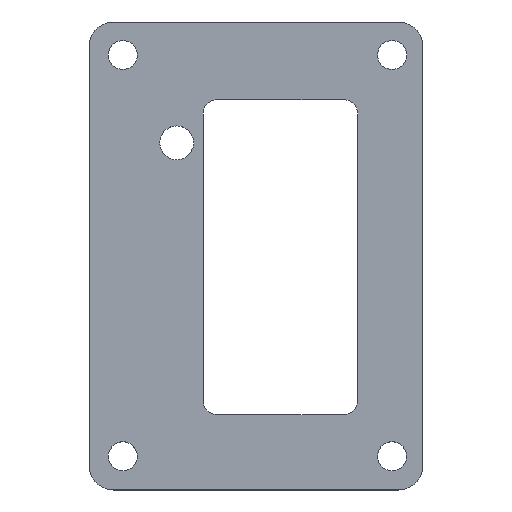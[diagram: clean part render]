
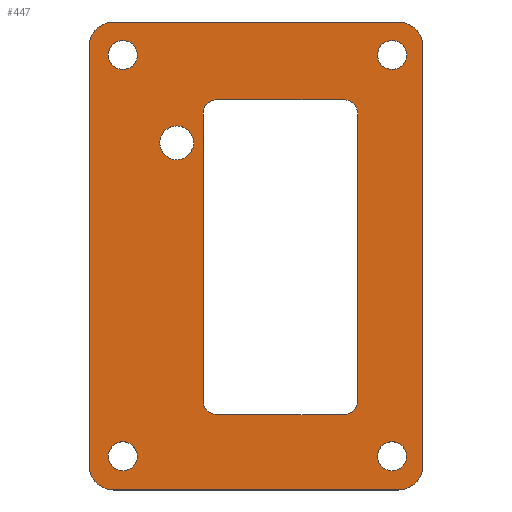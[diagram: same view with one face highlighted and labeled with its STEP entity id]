
A CAD part, top view. The second image highlights one B-rep face of the part: STEP entity #447.
In plain terms, the highlighted planar face has unit normal (0, 0, 1).
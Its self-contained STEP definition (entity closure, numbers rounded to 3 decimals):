
#19=FACE_BOUND('',#98,.T.);
#20=FACE_BOUND('',#99,.T.);
#21=FACE_BOUND('',#100,.T.);
#22=FACE_BOUND('',#101,.T.);
#23=FACE_BOUND('',#102,.T.);
#24=FACE_BOUND('',#103,.T.);
#32=CIRCLE('',#484,1.5);
#34=CIRCLE('',#488,1.5);
#35=CIRCLE('',#490,2.5);
#36=CIRCLE('',#491,2.5);
#37=CIRCLE('',#492,2.5);
#38=CIRCLE('',#493,2.5);
#39=CIRCLE('',#494,1.5);
#40=CIRCLE('',#495,1.5);
#41=CIRCLE('',#496,1.75);
#42=CIRCLE('',#497,1.5);
#43=CIRCLE('',#498,1.5);
#44=CIRCLE('',#499,1.5);
#45=CIRCLE('',#500,1.5);
#74=FACE_OUTER_BOUND('',#97,.T.);
#97=EDGE_LOOP('',(#323,#324,#325,#326,#327,#328,#329,#330));
#98=EDGE_LOOP('',(#331));
#99=EDGE_LOOP('',(#332));
#100=EDGE_LOOP('',(#333));
#101=EDGE_LOOP('',(#334));
#102=EDGE_LOOP('',(#335,#336,#337,#338,#339,#340,#341,#342));
#103=EDGE_LOOP('',(#343));
#130=LINE('',#681,#167);
#135=LINE('',#694,#172);
#137=LINE('',#706,#174);
#138=LINE('',#710,#175);
#139=LINE('',#714,#176);
#140=LINE('',#717,#177);
#141=LINE('',#727,#178);
#142=LINE('',#731,#179);
#167=VECTOR('',#539,10.);
#172=VECTOR('',#552,10.);
#174=VECTOR('',#564,10.);
#175=VECTOR('',#567,10.);
#176=VECTOR('',#570,10.);
#177=VECTOR('',#573,10.);
#178=VECTOR('',#582,10.);
#179=VECTOR('',#585,10.);
#204=VERTEX_POINT('',#678);
#205=VERTEX_POINT('',#680);
#207=VERTEX_POINT('',#686);
#209=VERTEX_POINT('',#692);
#211=VERTEX_POINT('',#698);
#212=VERTEX_POINT('',#702);
#213=VERTEX_POINT('',#703);
#214=VERTEX_POINT('',#705);
#215=VERTEX_POINT('',#707);
#216=VERTEX_POINT('',#709);
#217=VERTEX_POINT('',#711);
#218=VERTEX_POINT('',#713);
#219=VERTEX_POINT('',#715);
#220=VERTEX_POINT('',#718);
#221=VERTEX_POINT('',#720);
#222=VERTEX_POINT('',#722);
#223=VERTEX_POINT('',#724);
#224=VERTEX_POINT('',#726);
#225=VERTEX_POINT('',#728);
#226=VERTEX_POINT('',#730);
#227=VERTEX_POINT('',#733);
#246=EDGE_CURVE('',#205,#204,#130,.T.);
#250=EDGE_CURVE('',#204,#207,#32,.T.);
#253=EDGE_CURVE('',#207,#209,#135,.T.);
#256=EDGE_CURVE('',#209,#211,#34,.T.);
#257=EDGE_CURVE('',#212,#213,#35,.T.);
#258=EDGE_CURVE('',#213,#214,#137,.T.);
#259=EDGE_CURVE('',#214,#215,#36,.T.);
#260=EDGE_CURVE('',#215,#216,#138,.T.);
#261=EDGE_CURVE('',#216,#217,#37,.T.);
#262=EDGE_CURVE('',#217,#218,#139,.T.);
#263=EDGE_CURVE('',#218,#219,#38,.T.);
#264=EDGE_CURVE('',#219,#212,#140,.T.);
#265=EDGE_CURVE('',#220,#220,#39,.T.);
#266=EDGE_CURVE('',#221,#221,#40,.T.);
#267=EDGE_CURVE('',#222,#222,#41,.T.);
#268=EDGE_CURVE('',#223,#223,#42,.T.);
#269=EDGE_CURVE('',#211,#224,#141,.T.);
#270=EDGE_CURVE('',#224,#225,#43,.T.);
#271=EDGE_CURVE('',#225,#226,#142,.T.);
#272=EDGE_CURVE('',#226,#205,#44,.T.);
#273=EDGE_CURVE('',#227,#227,#45,.T.);
#323=ORIENTED_EDGE('',*,*,#257,.T.);
#324=ORIENTED_EDGE('',*,*,#258,.T.);
#325=ORIENTED_EDGE('',*,*,#259,.T.);
#326=ORIENTED_EDGE('',*,*,#260,.T.);
#327=ORIENTED_EDGE('',*,*,#261,.T.);
#328=ORIENTED_EDGE('',*,*,#262,.T.);
#329=ORIENTED_EDGE('',*,*,#263,.T.);
#330=ORIENTED_EDGE('',*,*,#264,.T.);
#331=ORIENTED_EDGE('',*,*,#265,.T.);
#332=ORIENTED_EDGE('',*,*,#266,.T.);
#333=ORIENTED_EDGE('',*,*,#267,.T.);
#334=ORIENTED_EDGE('',*,*,#268,.T.);
#335=ORIENTED_EDGE('',*,*,#256,.T.);
#336=ORIENTED_EDGE('',*,*,#269,.T.);
#337=ORIENTED_EDGE('',*,*,#270,.T.);
#338=ORIENTED_EDGE('',*,*,#271,.T.);
#339=ORIENTED_EDGE('',*,*,#272,.T.);
#340=ORIENTED_EDGE('',*,*,#246,.T.);
#341=ORIENTED_EDGE('',*,*,#250,.T.);
#342=ORIENTED_EDGE('',*,*,#253,.T.);
#343=ORIENTED_EDGE('',*,*,#273,.T.);
#435=PLANE('',#489);
#447=ADVANCED_FACE('',(#74,#19,#20,#21,#22,#23,#24),#435,.T.);
#484=AXIS2_PLACEMENT_3D('',#688,#546,#547);
#488=AXIS2_PLACEMENT_3D('',#700,#558,#559);
#489=AXIS2_PLACEMENT_3D('',#701,#560,#561);
#490=AXIS2_PLACEMENT_3D('',#704,#562,#563);
#491=AXIS2_PLACEMENT_3D('',#708,#565,#566);
#492=AXIS2_PLACEMENT_3D('',#712,#568,#569);
#493=AXIS2_PLACEMENT_3D('',#716,#571,#572);
#494=AXIS2_PLACEMENT_3D('',#719,#574,#575);
#495=AXIS2_PLACEMENT_3D('',#721,#576,#577);
#496=AXIS2_PLACEMENT_3D('',#723,#578,#579);
#497=AXIS2_PLACEMENT_3D('',#725,#580,#581);
#498=AXIS2_PLACEMENT_3D('',#729,#583,#584);
#499=AXIS2_PLACEMENT_3D('',#732,#586,#587);
#500=AXIS2_PLACEMENT_3D('',#734,#588,#589);
#539=DIRECTION('',(1.,0.,0.));
#546=DIRECTION('center_axis',(0.,0.,-1.));
#547=DIRECTION('ref_axis',(1.,0.,0.));
#552=DIRECTION('',(0.,-1.,0.));
#558=DIRECTION('center_axis',(0.,0.,-1.));
#559=DIRECTION('ref_axis',(0.,-1.,0.));
#560=DIRECTION('center_axis',(0.,0.,1.));
#561=DIRECTION('ref_axis',(1.,0.,0.));
#562=DIRECTION('center_axis',(0.,0.,1.));
#563=DIRECTION('ref_axis',(0.,1.,0.));
#564=DIRECTION('',(0.,-1.,0.));
#565=DIRECTION('center_axis',(0.,0.,1.));
#566=DIRECTION('ref_axis',(-1.,0.,0.));
#567=DIRECTION('',(1.,0.,0.));
#568=DIRECTION('center_axis',(0.,0.,1.));
#569=DIRECTION('ref_axis',(0.,-1.,0.));
#570=DIRECTION('',(0.,1.,0.));
#571=DIRECTION('center_axis',(0.,0.,1.));
#572=DIRECTION('ref_axis',(1.,0.,0.));
#573=DIRECTION('',(-1.,0.,0.));
#574=DIRECTION('center_axis',(0.,0.,-1.));
#575=DIRECTION('ref_axis',(1.,0.,0.));
#576=DIRECTION('center_axis',(0.,0.,-1.));
#577=DIRECTION('ref_axis',(1.,0.,0.));
#578=DIRECTION('center_axis',(0.,0.,-1.));
#579=DIRECTION('ref_axis',(1.,0.,0.));
#580=DIRECTION('center_axis',(0.,0.,-1.));
#581=DIRECTION('ref_axis',(1.,0.,0.));
#582=DIRECTION('',(-1.,0.,0.));
#583=DIRECTION('center_axis',(0.,0.,-1.));
#584=DIRECTION('ref_axis',(-1.,0.,0.));
#585=DIRECTION('',(0.,1.,0.));
#586=DIRECTION('center_axis',(0.,0.,-1.));
#587=DIRECTION('ref_axis',(0.,1.,0.));
#588=DIRECTION('center_axis',(0.,0.,-1.));
#589=DIRECTION('ref_axis',(1.,0.,0.));
#678=CARTESIAN_POINT('',(9.022,16.18,3.));
#680=CARTESIAN_POINT('',(-3.978,16.18,3.));
#681=CARTESIAN_POINT('',(-3.978,16.18,3.));
#686=CARTESIAN_POINT('',(10.522,14.68,3.));
#688=CARTESIAN_POINT('Origin',(9.022,14.68,3.));
#692=CARTESIAN_POINT('',(10.522,-14.92,3.));
#694=CARTESIAN_POINT('',(10.522,14.68,3.));
#698=CARTESIAN_POINT('',(9.022,-16.42,3.));
#700=CARTESIAN_POINT('Origin',(9.022,-14.92,3.));
#701=CARTESIAN_POINT('Origin',(0.,0.,3.));
#702=CARTESIAN_POINT('',(-14.75,24.2,3.));
#703=CARTESIAN_POINT('',(-17.25,21.7,3.));
#704=CARTESIAN_POINT('Origin',(-14.75,21.7,3.));
#705=CARTESIAN_POINT('',(-17.25,-21.7,3.));
#706=CARTESIAN_POINT('',(-17.25,-21.7,3.));
#707=CARTESIAN_POINT('',(-14.75,-24.2,3.));
#708=CARTESIAN_POINT('Origin',(-14.75,-21.7,3.));
#709=CARTESIAN_POINT('',(14.75,-24.2,3.));
#710=CARTESIAN_POINT('',(14.75,-24.2,3.));
#711=CARTESIAN_POINT('',(17.25,-21.7,3.));
#712=CARTESIAN_POINT('Origin',(14.75,-21.7,3.));
#713=CARTESIAN_POINT('',(17.25,21.7,3.));
#714=CARTESIAN_POINT('',(17.25,21.7,3.));
#715=CARTESIAN_POINT('',(14.75,24.2,3.));
#716=CARTESIAN_POINT('Origin',(14.75,21.7,3.));
#717=CARTESIAN_POINT('',(-14.75,24.2,3.));
#718=CARTESIAN_POINT('',(-15.273,-20.717,3.));
#719=CARTESIAN_POINT('Origin',(-13.773,-20.717,3.));
#720=CARTESIAN_POINT('',(-15.273,20.783,3.));
#721=CARTESIAN_POINT('Origin',(-13.773,20.783,3.));
#722=CARTESIAN_POINT('',(-9.95,11.7,3.));
#723=CARTESIAN_POINT('Origin',(-8.2,11.7,3.));
#724=CARTESIAN_POINT('',(12.575,20.783,3.));
#725=CARTESIAN_POINT('Origin',(14.075,20.783,3.));
#726=CARTESIAN_POINT('',(-3.978,-16.42,3.));
#727=CARTESIAN_POINT('',(9.022,-16.42,3.));
#728=CARTESIAN_POINT('',(-5.478,-14.92,3.));
#729=CARTESIAN_POINT('Origin',(-3.978,-14.92,3.));
#730=CARTESIAN_POINT('',(-5.478,14.68,3.));
#731=CARTESIAN_POINT('',(-5.478,-14.92,3.));
#732=CARTESIAN_POINT('Origin',(-3.978,14.68,3.));
#733=CARTESIAN_POINT('',(12.575,-20.717,3.));
#734=CARTESIAN_POINT('Origin',(14.075,-20.717,3.));
